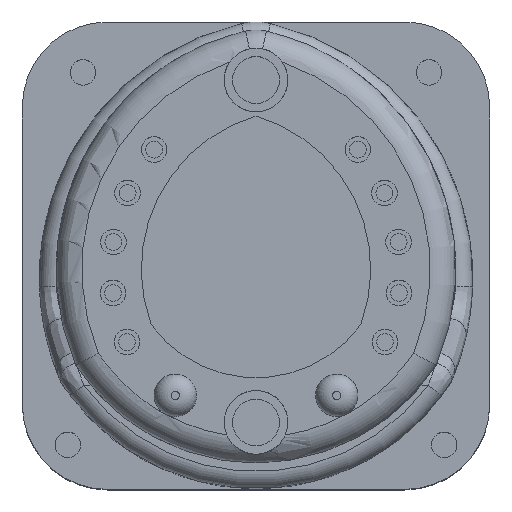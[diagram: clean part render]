
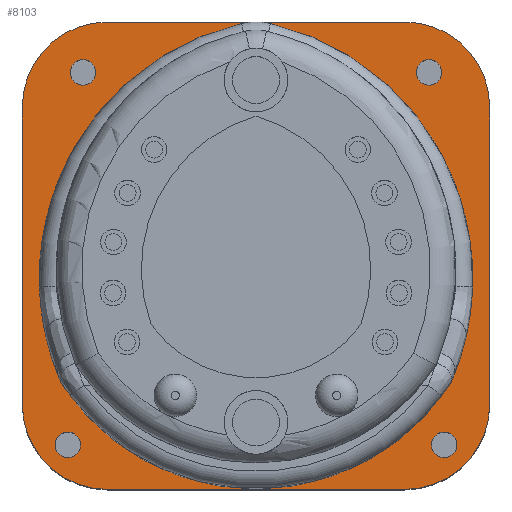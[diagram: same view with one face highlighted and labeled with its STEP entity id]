
A CAD part, top view. The second image highlights one B-rep face of the part: STEP entity #8103.
In plain terms, the highlighted planar face has unit normal (0, 0, 1).
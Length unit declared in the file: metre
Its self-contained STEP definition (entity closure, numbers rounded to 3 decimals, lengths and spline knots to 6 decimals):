
#628=LINE('',#12641,#1333);
#629=LINE('',#12646,#1334);
#630=LINE('',#12650,#1335);
#631=LINE('',#12654,#1336);
#632=LINE('',#12655,#1337);
#1333=VECTOR('',#10195,1.);
#1334=VECTOR('',#10198,1.);
#1335=VECTOR('',#10201,1.);
#1336=VECTOR('',#10204,1.);
#1337=VECTOR('',#10205,1.);
#2383=ORIENTED_EDGE('',*,*,#4505,.F.);
#2384=ORIENTED_EDGE('',*,*,#4506,.F.);
#2385=ORIENTED_EDGE('',*,*,#4507,.F.);
#2386=ORIENTED_EDGE('',*,*,#4508,.F.);
#2387=ORIENTED_EDGE('',*,*,#4509,.F.);
#2388=ORIENTED_EDGE('',*,*,#4510,.T.);
#2389=ORIENTED_EDGE('',*,*,#4511,.T.);
#2390=ORIENTED_EDGE('',*,*,#4512,.T.);
#2391=ORIENTED_EDGE('',*,*,#4513,.T.);
#2392=ORIENTED_EDGE('',*,*,#4514,.T.);
#2393=ORIENTED_EDGE('',*,*,#4515,.F.);
#2394=ORIENTED_EDGE('',*,*,#4468,.T.);
#2395=ORIENTED_EDGE('',*,*,#4476,.T.);
#2396=ORIENTED_EDGE('',*,*,#4481,.T.);
#2397=ORIENTED_EDGE('',*,*,#4501,.T.);
#2398=ORIENTED_EDGE('',*,*,#4469,.T.);
#2399=ORIENTED_EDGE('',*,*,#4516,.F.);
#2400=ORIENTED_EDGE('',*,*,#4517,.T.);
#4468=EDGE_CURVE('',#5579,#5578,#6274,.T.);
#4469=EDGE_CURVE('',#5575,#5579,#6275,.T.);
#4476=EDGE_CURVE('',#5578,#5585,#6277,.T.);
#4481=EDGE_CURVE('',#5585,#5589,#6279,.T.);
#4501=EDGE_CURVE('',#5589,#5575,#6286,.T.);
#4505=EDGE_CURVE('',#5606,#5606,#6287,.T.);
#4506=EDGE_CURVE('',#5607,#5607,#6288,.T.);
#4507=EDGE_CURVE('',#5608,#5608,#6289,.T.);
#4508=EDGE_CURVE('',#5609,#5609,#6290,.T.);
#4509=EDGE_CURVE('',#5610,#5611,#628,.T.);
#4510=EDGE_CURVE('',#5610,#5612,#6291,.F.);
#4511=EDGE_CURVE('',#5612,#5613,#629,.T.);
#4512=EDGE_CURVE('',#5613,#5614,#6292,.F.);
#4513=EDGE_CURVE('',#5614,#5615,#630,.T.);
#4514=EDGE_CURVE('',#5615,#5616,#6293,.F.);
#4515=EDGE_CURVE('',#5579,#5616,#631,.T.);
#4516=EDGE_CURVE('',#5617,#5579,#632,.T.);
#4517=EDGE_CURVE('',#5617,#5611,#6294,.F.);
#5575=VERTEX_POINT('',#12509);
#5578=VERTEX_POINT('',#12514);
#5579=VERTEX_POINT('',#12516);
#5585=VERTEX_POINT('',#12540);
#5589=VERTEX_POINT('',#12556);
#5606=VERTEX_POINT('',#12634);
#5607=VERTEX_POINT('',#12636);
#5608=VERTEX_POINT('',#12638);
#5609=VERTEX_POINT('',#12640);
#5610=VERTEX_POINT('',#12642);
#5611=VERTEX_POINT('',#12643);
#5612=VERTEX_POINT('',#12645);
#5613=VERTEX_POINT('',#12647);
#5614=VERTEX_POINT('',#12649);
#5615=VERTEX_POINT('',#12651);
#5616=VERTEX_POINT('',#12653);
#5617=VERTEX_POINT('',#12656);
#6274=CIRCLE('',#8964,0.0075);
#6275=CIRCLE('',#8965,0.0075);
#6277=CIRCLE('',#8969,0.030763);
#6279=CIRCLE('',#8972,0.027301);
#6286=CIRCLE('',#8986,0.030763);
#6287=CIRCLE('',#8989,0.0015);
#6288=CIRCLE('',#8990,0.0015);
#6289=CIRCLE('',#8991,0.0015);
#6290=CIRCLE('',#8992,0.0015);
#6291=CIRCLE('',#8993,0.01);
#6292=CIRCLE('',#8994,0.01);
#6293=CIRCLE('',#8995,0.01);
#6294=CIRCLE('',#8996,0.01);
#6682=EDGE_LOOP('',(#2383));
#6683=EDGE_LOOP('',(#2384));
#6684=EDGE_LOOP('',(#2385));
#6685=EDGE_LOOP('',(#2386));
#6686=EDGE_LOOP('',(#2387,#2388,#2389,#2390,#2391,#2392,#2393,#2394,#2395,
#2396,#2397,#2398,#2399,#2400));
#7272=FACE_BOUND('',#6682,.T.);
#7273=FACE_BOUND('',#6683,.T.);
#7274=FACE_BOUND('',#6684,.T.);
#7275=FACE_BOUND('',#6685,.T.);
#7276=FACE_BOUND('',#6686,.T.);
#7803=PLANE('',#8988);
#8103=ADVANCED_FACE('',(#7272,#7273,#7274,#7275,#7276),#7803,.F.);
#8964=AXIS2_PLACEMENT_3D('',#12515,#10131,#10132);
#8965=AXIS2_PLACEMENT_3D('',#12517,#10133,#10134);
#8969=AXIS2_PLACEMENT_3D('',#12541,#10142,#10143);
#8972=AXIS2_PLACEMENT_3D('',#12557,#10149,#10150);
#8986=AXIS2_PLACEMENT_3D('',#12620,#10181,#10182);
#8988=AXIS2_PLACEMENT_3D('',#12632,#10185,#10186);
#8989=AXIS2_PLACEMENT_3D('',#12633,#10187,#10188);
#8990=AXIS2_PLACEMENT_3D('',#12635,#10189,#10190);
#8991=AXIS2_PLACEMENT_3D('',#12637,#10191,#10192);
#8992=AXIS2_PLACEMENT_3D('',#12639,#10193,#10194);
#8993=AXIS2_PLACEMENT_3D('',#12644,#10196,#10197);
#8994=AXIS2_PLACEMENT_3D('',#12648,#10199,#10200);
#8995=AXIS2_PLACEMENT_3D('',#12652,#10202,#10203);
#8996=AXIS2_PLACEMENT_3D('',#12657,#10206,#10207);
#10131=DIRECTION('',(0.,0.,-1.));
#10132=DIRECTION('',(-1.,0.,0.));
#10133=DIRECTION('',(0.,0.,-1.));
#10134=DIRECTION('',(-1.,0.,0.));
#10142=DIRECTION('',(0.,0.,-1.));
#10143=DIRECTION('',(-1.,0.,0.));
#10149=DIRECTION('',(0.,0.,-1.));
#10150=DIRECTION('',(-1.,0.,0.));
#10181=DIRECTION('',(0.,0.,-1.));
#10182=DIRECTION('',(-1.,0.,0.));
#10185=DIRECTION('',(0.,0.,-1.));
#10186=DIRECTION('',(1.,0.,0.));
#10187=DIRECTION('',(0.,0.,1.));
#10188=DIRECTION('',(1.,0.,0.));
#10189=DIRECTION('',(0.,0.,1.));
#10190=DIRECTION('',(1.,0.,0.));
#10191=DIRECTION('',(0.,0.,1.));
#10192=DIRECTION('',(1.,0.,0.));
#10193=DIRECTION('',(0.,0.,1.));
#10194=DIRECTION('',(1.,0.,0.));
#10195=DIRECTION('',(0.,1.,0.));
#10196=DIRECTION('',(0.,0.,-1.));
#10197=DIRECTION('',(-1.,0.,0.));
#10198=DIRECTION('',(1.,0.,0.));
#10199=DIRECTION('',(0.,0.,-1.));
#10200=DIRECTION('',(-1.,0.,0.));
#10201=DIRECTION('',(0.,1.,0.));
#10202=DIRECTION('',(0.,0.,-1.));
#10203=DIRECTION('',(-1.,0.,0.));
#10204=DIRECTION('',(1.,0.,0.));
#10205=DIRECTION('',(1.,0.,0.));
#10206=DIRECTION('',(0.,0.,-1.));
#10207=DIRECTION('',(-1.,0.,0.));
#12509=CARTESIAN_POINT('',(-0.001696,0.029147,0.0357));
#12514=CARTESIAN_POINT('',(0.001696,0.029147,0.0357));
#12515=CARTESIAN_POINT('',(0.,0.021841,0.0357));
#12516=CARTESIAN_POINT('',(0.,0.029341,0.0357));
#12517=CARTESIAN_POINT('',(0.,0.021841,0.0357));
#12540=CARTESIAN_POINT('',(0.022961,-0.013068,0.0357));
#12541=CARTESIAN_POINT('',(-0.005259,-0.00082,0.0357));
#12556=CARTESIAN_POINT('',(-0.022961,-0.013068,0.0357));
#12557=CARTESIAN_POINT('',(0.,0.001702,0.0357));
#12620=CARTESIAN_POINT('',(0.005259,-0.00082,0.0357));
#12632=CARTESIAN_POINT('',(0.,0.001841,0.0357));
#12633=CARTESIAN_POINT('',(-0.020358,0.023413,0.0357));
#12634=CARTESIAN_POINT('',(-0.018858,0.023413,0.0357));
#12635=CARTESIAN_POINT('',(0.020358,0.023413,0.0357));
#12636=CARTESIAN_POINT('',(0.021858,0.023413,0.0357));
#12637=CARTESIAN_POINT('',(0.022148,-0.020416,0.0357));
#12638=CARTESIAN_POINT('',(0.023648,-0.020416,0.0357));
#12639=CARTESIAN_POINT('',(-0.022148,-0.020416,0.0357));
#12640=CARTESIAN_POINT('',(-0.020648,-0.020416,0.0357));
#12641=CARTESIAN_POINT('',(-0.0275,0.001841,0.0357));
#12642=CARTESIAN_POINT('',(-0.0275,-0.015659,0.0357));
#12643=CARTESIAN_POINT('',(-0.0275,0.019341,0.0357));
#12644=CARTESIAN_POINT('',(-0.0175,-0.015659,0.0357));
#12645=CARTESIAN_POINT('',(-0.0175,-0.025659,0.0357));
#12646=CARTESIAN_POINT('',(0.,-0.025659,0.0357));
#12647=CARTESIAN_POINT('',(0.0175,-0.025659,0.0357));
#12648=CARTESIAN_POINT('',(0.0175,-0.015659,0.0357));
#12649=CARTESIAN_POINT('',(0.0275,-0.015659,0.0357));
#12650=CARTESIAN_POINT('',(0.0275,0.001841,0.0357));
#12651=CARTESIAN_POINT('',(0.0275,0.019341,0.0357));
#12652=CARTESIAN_POINT('',(0.0175,0.019341,0.0357));
#12653=CARTESIAN_POINT('',(0.0175,0.029341,0.0357));
#12654=CARTESIAN_POINT('',(-0.01375,0.029341,0.0357));
#12655=CARTESIAN_POINT('',(-0.01375,0.029341,0.0357));
#12656=CARTESIAN_POINT('',(-0.0175,0.029341,0.0357));
#12657=CARTESIAN_POINT('',(-0.0175,0.019341,0.0357));
